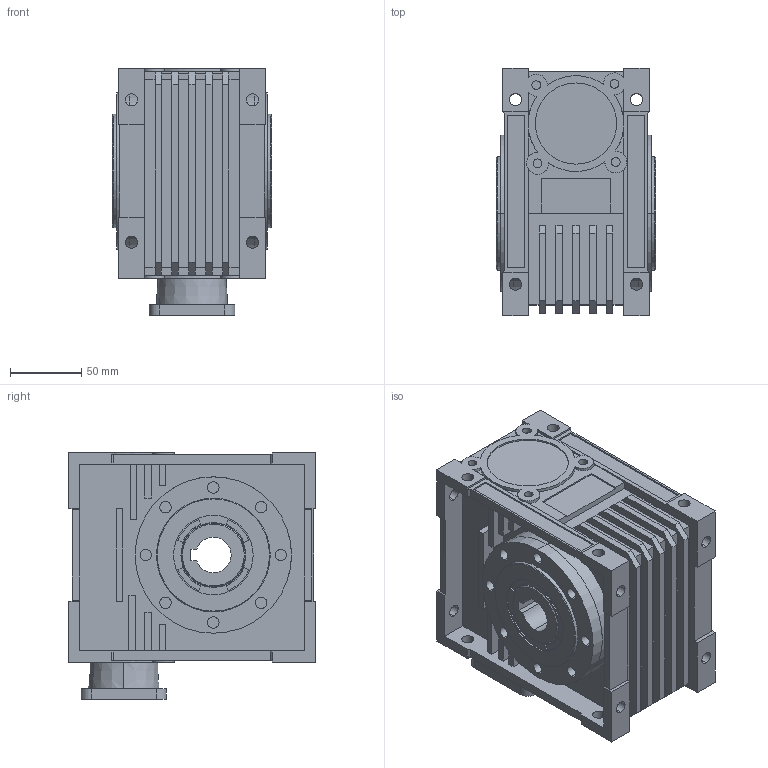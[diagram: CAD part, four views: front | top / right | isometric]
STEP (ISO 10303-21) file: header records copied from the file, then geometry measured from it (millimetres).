
FILE_DESCRIPTION (( 'STEP AP214' ), '1' );
FILE_NAME ('STP__400W伺服_14_无_不配附件_空心轴.step', '2019-12-06T09:25:18', ( 'IT Division' ), ( 'IT' ), 'SwSTEP 2.0', 'SolidWorks 2016', '' );
FILE_SCHEMA (( 'AUTOMOTIVE_DESIGN' ));
Length unit declared in the file: millimetre
Products named in the file (1): STP__400W伺服_14_无_不配附件_空心轴
Bounding box: 112 x 174 x 173.5 mm (x, y, z)
Volume: 2054756.2 mm3; surface area: 221444.9 mm2
Topology: 1 solids, 1 shells, 664 faces, 1698 edges, 1118 vertices
Faces by surface type: plane 432, cylinder 201, cone 17, torus 14
Entity records: 21458 total; most frequent: DIRECTION 3493, CARTESIAN_POINT 3487, ORIENTED_EDGE 3396, EDGE_CURVE 1698, VECTOR 1229, LINE 1229, AXIS2_PLACEMENT_3D 1132, VERTEX_POINT 1118
